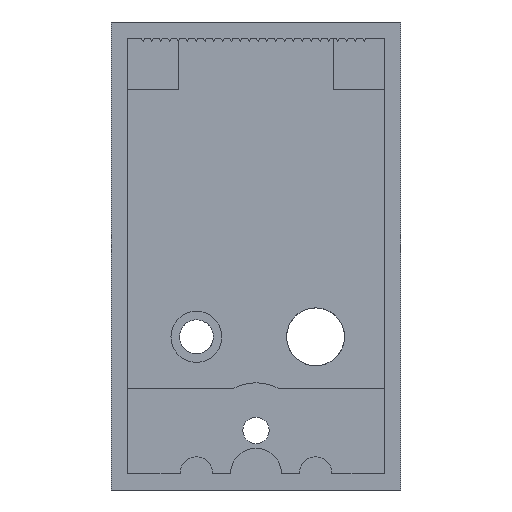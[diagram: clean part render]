
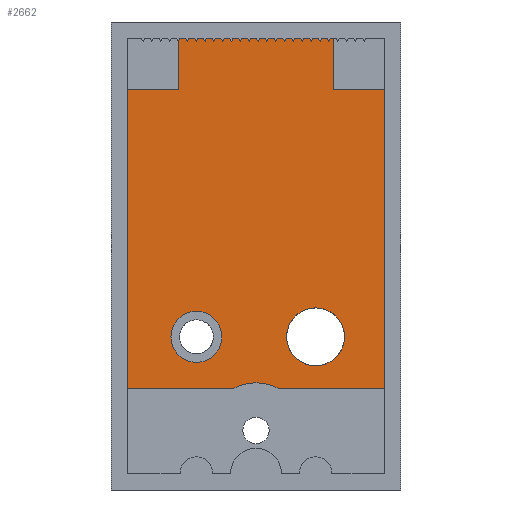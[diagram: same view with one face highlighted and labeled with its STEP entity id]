
A CAD part, front view. The second image highlights one B-rep face of the part: STEP entity #2662.
In plain terms, the highlighted planar face has unit normal (0, -1, 0).
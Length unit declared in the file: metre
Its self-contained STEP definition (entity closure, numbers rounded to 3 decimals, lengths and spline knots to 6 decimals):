
#158=LINE('',#3927,#484);
#190=LINE('',#4008,#516);
#258=LINE('',#4220,#584);
#261=LINE('',#4230,#587);
#262=LINE('',#4232,#588);
#263=LINE('',#4233,#589);
#264=LINE('',#4235,#590);
#265=LINE('',#4236,#591);
#266=LINE('',#4240,#592);
#484=VECTOR('',#3110,1.);
#516=VECTOR('',#3156,1.);
#584=VECTOR('',#3250,1.);
#587=VECTOR('',#3259,1.);
#588=VECTOR('',#3260,1.);
#589=VECTOR('',#3261,1.);
#590=VECTOR('',#3262,1.);
#591=VECTOR('',#3263,1.);
#592=VECTOR('',#3266,1.);
#710=CIRCLE('',#2830,0.003);
#711=CIRCLE('',#2831,0.0034);
#712=CIRCLE('',#2832,0.005602);
#1031=ORIENTED_EDGE('',*,*,#1780,.F.);
#1032=ORIENTED_EDGE('',*,*,#1781,.F.);
#1033=ORIENTED_EDGE('',*,*,#1777,.F.);
#1034=ORIENTED_EDGE('',*,*,#1782,.T.);
#1035=ORIENTED_EDGE('',*,*,#1783,.F.);
#1036=ORIENTED_EDGE('',*,*,#1658,.T.);
#1037=ORIENTED_EDGE('',*,*,#1784,.T.);
#1038=ORIENTED_EDGE('',*,*,#1785,.F.);
#1039=ORIENTED_EDGE('',*,*,#1694,.T.);
#1040=ORIENTED_EDGE('',*,*,#1786,.T.);
#1041=ORIENTED_EDGE('',*,*,#1787,.T.);
#1042=ORIENTED_EDGE('',*,*,#1788,.T.);
#1658=EDGE_CURVE('',#2057,#2056,#158,.T.);
#1694=EDGE_CURVE('',#2088,#2090,#190,.T.);
#1777=EDGE_CURVE('',#2136,#2137,#258,.T.);
#1780=EDGE_CURVE('',#2139,#2139,#710,.F.);
#1781=EDGE_CURVE('',#2140,#2140,#711,.F.);
#1782=EDGE_CURVE('',#2136,#2141,#261,.T.);
#1783=EDGE_CURVE('',#2057,#2141,#262,.T.);
#1784=EDGE_CURVE('',#2056,#2142,#263,.T.);
#1785=EDGE_CURVE('',#2088,#2142,#264,.T.);
#1786=EDGE_CURVE('',#2090,#2143,#265,.T.);
#1787=EDGE_CURVE('',#2143,#2144,#712,.T.);
#1788=EDGE_CURVE('',#2144,#2137,#266,.T.);
#2056=VERTEX_POINT('',#3926);
#2057=VERTEX_POINT('',#3928);
#2088=VERTEX_POINT('',#4001);
#2090=VERTEX_POINT('',#4007);
#2136=VERTEX_POINT('',#4219);
#2137=VERTEX_POINT('',#4221);
#2139=VERTEX_POINT('',#4227);
#2140=VERTEX_POINT('',#4229);
#2141=VERTEX_POINT('',#4231);
#2142=VERTEX_POINT('',#4234);
#2143=VERTEX_POINT('',#4237);
#2144=VERTEX_POINT('',#4239);
#2245=EDGE_LOOP('',(#1031));
#2246=EDGE_LOOP('',(#1032));
#2247=EDGE_LOOP('',(#1033,#1034,#1035,#1036,#1037,#1038,#1039,#1040,#1041,
#1042));
#2401=FACE_BOUND('',#2245,.T.);
#2402=FACE_BOUND('',#2246,.T.);
#2403=FACE_BOUND('',#2247,.T.);
#2553=PLANE('',#2829);
#2662=ADVANCED_FACE('',(#2401,#2402,#2403),#2553,.F.);
#2829=AXIS2_PLACEMENT_3D('',#4225,#3253,#3254);
#2830=AXIS2_PLACEMENT_3D('',#4226,#3255,#3256);
#2831=AXIS2_PLACEMENT_3D('',#4228,#3257,#3258);
#2832=AXIS2_PLACEMENT_3D('',#4238,#3264,#3265);
#3110=DIRECTION('',(-1.,0.,0.));
#3156=DIRECTION('',(0.,0.,-1.));
#3250=DIRECTION('',(0.,0.,-1.));
#3253=DIRECTION('',(0.,1.,0.));
#3254=DIRECTION('',(1.,0.,0.));
#3255=DIRECTION('',(0.,1.,0.));
#3256=DIRECTION('',(1.,0.,0.));
#3257=DIRECTION('',(0.,1.,0.));
#3258=DIRECTION('',(1.,0.,0.));
#3259=DIRECTION('',(-1.,0.,0.));
#3260=DIRECTION('',(0.,0.,-1.));
#3261=DIRECTION('',(0.,0.,-1.));
#3262=DIRECTION('',(1.,0.,0.));
#3263=DIRECTION('',(1.,0.,0.));
#3264=DIRECTION('',(0.,1.,0.));
#3265=DIRECTION('',(1.,0.,0.));
#3266=DIRECTION('',(1.,0.,0.));
#3926=CARTESIAN_POINT('',(-0.0091,0.0081,0.0256));
#3927=CARTESIAN_POINT('',(0.,0.0081,0.0256));
#3928=CARTESIAN_POINT('',(0.0091,0.0081,0.0256));
#4001=CARTESIAN_POINT('',(-0.0151,0.0081,0.0196));
#4007=CARTESIAN_POINT('',(-0.0151,0.0081,-0.0156));
#4008=CARTESIAN_POINT('',(-0.0151,0.0081,0.));
#4219=CARTESIAN_POINT('',(0.0151,0.0081,0.0196));
#4220=CARTESIAN_POINT('',(0.0151,0.0081,0.));
#4221=CARTESIAN_POINT('',(0.0151,0.0081,-0.0156));
#4225=CARTESIAN_POINT('',(0.,0.0081,0.));
#4226=CARTESIAN_POINT('',(-0.007,0.0081,-0.0095));
#4227=CARTESIAN_POINT('',(-0.004,0.0081,-0.0095));
#4228=CARTESIAN_POINT('',(0.007,0.0081,-0.0095));
#4229=CARTESIAN_POINT('',(0.0104,0.0081,-0.0095));
#4230=CARTESIAN_POINT('',(0.0121,0.0081,0.0196));
#4231=CARTESIAN_POINT('',(0.0091,0.0081,0.0196));
#4232=CARTESIAN_POINT('',(0.0091,0.0081,0.0226));
#4233=CARTESIAN_POINT('',(-0.0091,0.0081,0.0226));
#4234=CARTESIAN_POINT('',(-0.0091,0.0081,0.0196));
#4235=CARTESIAN_POINT('',(-0.0121,0.0081,0.0196));
#4236=CARTESIAN_POINT('',(0.,0.0081,-0.0156));
#4237=CARTESIAN_POINT('',(-0.002715,0.0081,-0.0156));
#4238=CARTESIAN_POINT('',(0.,0.0081,-0.0205));
#4239=CARTESIAN_POINT('',(0.002715,0.0081,-0.0156));
#4240=CARTESIAN_POINT('',(0.,0.0081,-0.0156));
